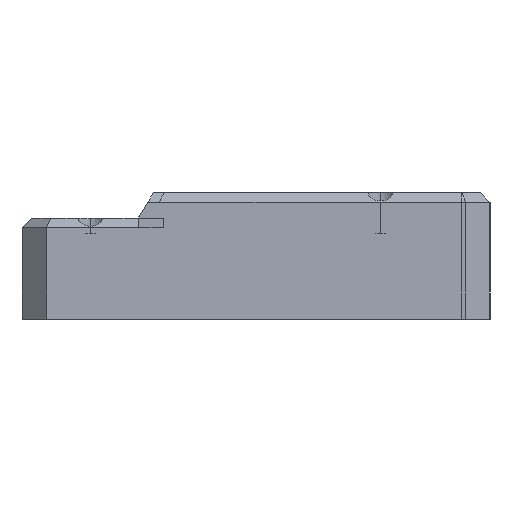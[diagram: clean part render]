
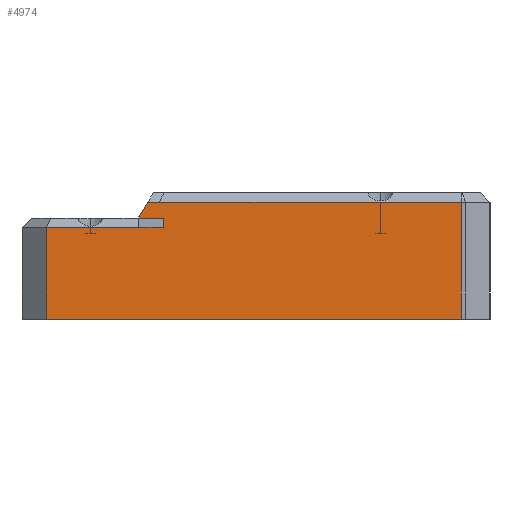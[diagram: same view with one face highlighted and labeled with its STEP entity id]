
A CAD part, left-side view. The second image highlights one B-rep face of the part: STEP entity #4974.
In plain terms, the highlighted planar face has unit normal (-1, 0, 0).
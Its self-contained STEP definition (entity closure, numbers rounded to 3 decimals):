
#224 = LINE ( 'NONE', #3766, #5319 ) ;
#232 = CARTESIAN_POINT ( 'NONE',  ( -82.801, -10.65, 20.05 ) ) ;
#255 = VECTOR ( 'NONE', #511, 1000. ) ;
#301 = DIRECTION ( 'NONE',  ( 0., -1., 0. ) ) ;
#511 = DIRECTION ( 'NONE',  ( 0., 0., 1. ) ) ;
#620 = VERTEX_POINT ( 'NONE', #3386 ) ;
#736 = DIRECTION ( 'NONE',  ( 0., 0., -1. ) ) ;
#790 = LINE ( 'NONE', #2801, #1340 ) ;
#1016 = CARTESIAN_POINT ( 'NONE',  ( -82.801, 6.311, 129.167 ) ) ;
#1231 = LINE ( 'NONE', #232, #1550 ) ;
#1233 = ORIENTED_EDGE ( 'NONE', *, *, #5239, .F. ) ;
#1250 = DIRECTION ( 'NONE',  ( 0., 1., 0. ) ) ;
#1271 = CARTESIAN_POINT ( 'NONE',  ( -82.801, 6.311, 16.05 ) ) ;
#1289 = ORIENTED_EDGE ( 'NONE', *, *, #6004, .T. ) ;
#1322 = VECTOR ( 'NONE', #736, 1000. ) ;
#1340 = VECTOR ( 'NONE', #2311, 1000. ) ;
#1427 = CARTESIAN_POINT ( 'NONE',  ( -82.801, -9.752, 18.55 ) ) ;
#1550 = VECTOR ( 'NONE', #4368, 1000. ) ;
#1653 = CARTESIAN_POINT ( 'NONE',  ( -82.801, 6.308, 14.55 ) ) ;
#1655 = VERTEX_POINT ( 'NONE', #2196 ) ;
#1688 = VERTEX_POINT ( 'NONE', #5513 ) ;
#1720 = VERTEX_POINT ( 'NONE', #4924 ) ;
#1756 = CARTESIAN_POINT ( 'NONE',  ( -82.801, 6.311, 14.55 ) ) ;
#1866 = VECTOR ( 'NONE', #5206, 1000. ) ;
#1902 = DIRECTION ( 'NONE',  ( 0., 1., 0. ) ) ;
#1966 = ORIENTED_EDGE ( 'NONE', *, *, #2759, .T. ) ;
#2018 = EDGE_CURVE ( 'NONE', #4781, #2959, #224, .T. ) ;
#2082 = ORIENTED_EDGE ( 'NONE', *, *, #3672, .T. ) ;
#2086 = CARTESIAN_POINT ( 'NONE',  ( -82.799, -59.467, 0. ) ) ;
#2196 = CARTESIAN_POINT ( 'NONE',  ( -82.801, -12.25, 14.55 ) ) ;
#2235 = DIRECTION ( 'NONE',  ( 0., 1., 0. ) ) ;
#2265 = VECTOR ( 'NONE', #1250, 1000. ) ;
#2311 = DIRECTION ( 'NONE',  ( 0., 1., 0. ) ) ;
#2322 = LINE ( 'NONE', #1271, #4878 ) ;
#2409 = ORIENTED_EDGE ( 'NONE', *, *, #3382, .T. ) ;
#2547 = ORIENTED_EDGE ( 'NONE', *, *, #2601, .F. ) ;
#2601 = EDGE_CURVE ( 'NONE', #1655, #620, #5581, .T. ) ;
#2687 = VECTOR ( 'NONE', #4736, 1000. ) ;
#2713 = VERTEX_POINT ( 'NONE', #2086 ) ;
#2722 = VERTEX_POINT ( 'NONE', #1756 ) ;
#2743 = ORIENTED_EDGE ( 'NONE', *, *, #5248, .T. ) ;
#2746 = LINE ( 'NONE', #5327, #2687 ) ;
#2759 = EDGE_CURVE ( 'NONE', #1655, #1688, #4177, .T. ) ;
#2801 = CARTESIAN_POINT ( 'NONE',  ( -82.801, -12.399, 18.55 ) ) ;
#2959 = VERTEX_POINT ( 'NONE', #1427 ) ;
#2984 = FACE_OUTER_BOUND ( 'NONE', #3563, .T. ) ;
#3082 = VERTEX_POINT ( 'NONE', #4072 ) ;
#3382 = EDGE_CURVE ( 'NONE', #5136, #4781, #790, .T. ) ;
#3386 = CARTESIAN_POINT ( 'NONE',  ( -82.801, -12.25, 16.05 ) ) ;
#3412 = ORIENTED_EDGE ( 'NONE', *, *, #3531, .T. ) ;
#3531 = EDGE_CURVE ( 'NONE', #2959, #5361, #1231, .T. ) ;
#3563 = EDGE_LOOP ( 'NONE', ( #2547, #1966, #3576, #2743, #1289, #1233, #2409, #3681, #3412, #2082, #4712 ) ) ;
#3576 = ORIENTED_EDGE ( 'NONE', *, *, #4870, .T. ) ;
#3606 = VECTOR ( 'NONE', #5192, 1000. ) ;
#3672 = EDGE_CURVE ( 'NONE', #5361, #3082, #3825, .T. ) ;
#3681 = ORIENTED_EDGE ( 'NONE', *, *, #2018, .T. ) ;
#3715 = AXIS2_PLACEMENT_3D ( 'NONE', #1016, #6391, #1902 ) ;
#3763 = CARTESIAN_POINT ( 'NONE',  ( -82.801, 6.311, 14.55 ) ) ;
#3766 = CARTESIAN_POINT ( 'NONE',  ( -82.801, 6.308, 18.55 ) ) ;
#3825 = LINE ( 'NONE', #5829, #1866 ) ;
#4072 = CARTESIAN_POINT ( 'NONE',  ( -82.801, -10.002, 16.05 ) ) ;
#4177 = LINE ( 'NONE', #1653, #3606 ) ;
#4209 = LINE ( 'NONE', #6210, #1322 ) ;
#4230 = LINE ( 'NONE', #5250, #6308 ) ;
#4368 = DIRECTION ( 'NONE',  ( 0., 0.514, -0.858 ) ) ;
#4712 = ORIENTED_EDGE ( 'NONE', *, *, #5217, .T. ) ;
#4736 = DIRECTION ( 'NONE',  ( 0., 0., -1. ) ) ;
#4781 = VERTEX_POINT ( 'NONE', #5864 ) ;
#4870 = EDGE_CURVE ( 'NONE', #1688, #2722, #5733, .T. ) ;
#4878 = VECTOR ( 'NONE', #5292, 1000. ) ;
#4916 = PLANE ( 'NONE',  #3715 ) ;
#4924 = CARTESIAN_POINT ( 'NONE',  ( -82.801, 6.311, 0. ) ) ;
#4974 = ADVANCED_FACE ( 'NONE', ( #2984 ), #4916, .F. ) ;
#5124 = CARTESIAN_POINT ( 'NONE',  ( -82.801, -12.25, 129.167 ) ) ;
#5136 = VERTEX_POINT ( 'NONE', #6309 ) ;
#5192 = DIRECTION ( 'NONE',  ( 0., 1., 0. ) ) ;
#5206 = DIRECTION ( 'NONE',  ( 0., -1., 0. ) ) ;
#5217 = EDGE_CURVE ( 'NONE', #3082, #620, #2322, .T. ) ;
#5239 = EDGE_CURVE ( 'NONE', #5136, #2713, #4209, .T. ) ;
#5248 = EDGE_CURVE ( 'NONE', #2722, #1720, #2746, .T. ) ;
#5250 = CARTESIAN_POINT ( 'NONE',  ( -82.801, 6.311, 0. ) ) ;
#5292 = DIRECTION ( 'NONE',  ( 0., -1., 0. ) ) ;
#5319 = VECTOR ( 'NONE', #2235, 1000. ) ;
#5327 = CARTESIAN_POINT ( 'NONE',  ( -82.801, 6.311, 129.167 ) ) ;
#5361 = VERTEX_POINT ( 'NONE', #5562 ) ;
#5513 = CARTESIAN_POINT ( 'NONE',  ( -82.801, -9.103, 14.55 ) ) ;
#5562 = CARTESIAN_POINT ( 'NONE',  ( -82.801, -8.253, 16.05 ) ) ;
#5581 = LINE ( 'NONE', #5124, #255 ) ;
#5733 = LINE ( 'NONE', #3763, #2265 ) ;
#5829 = CARTESIAN_POINT ( 'NONE',  ( -82.801, -8.253, 16.05 ) ) ;
#5864 = CARTESIAN_POINT ( 'NONE',  ( -82.801, -11.5, 18.55 ) ) ;
#6004 = EDGE_CURVE ( 'NONE', #1720, #2713, #4230, .T. ) ;
#6210 = CARTESIAN_POINT ( 'NONE',  ( -82.799, -59.467, 129.167 ) ) ;
#6308 = VECTOR ( 'NONE', #301, 1000. ) ;
#6309 = CARTESIAN_POINT ( 'NONE',  ( -82.799, -59.467, 18.55 ) ) ;
#6391 = DIRECTION ( 'NONE',  ( 1., 0., 0. ) ) ;
